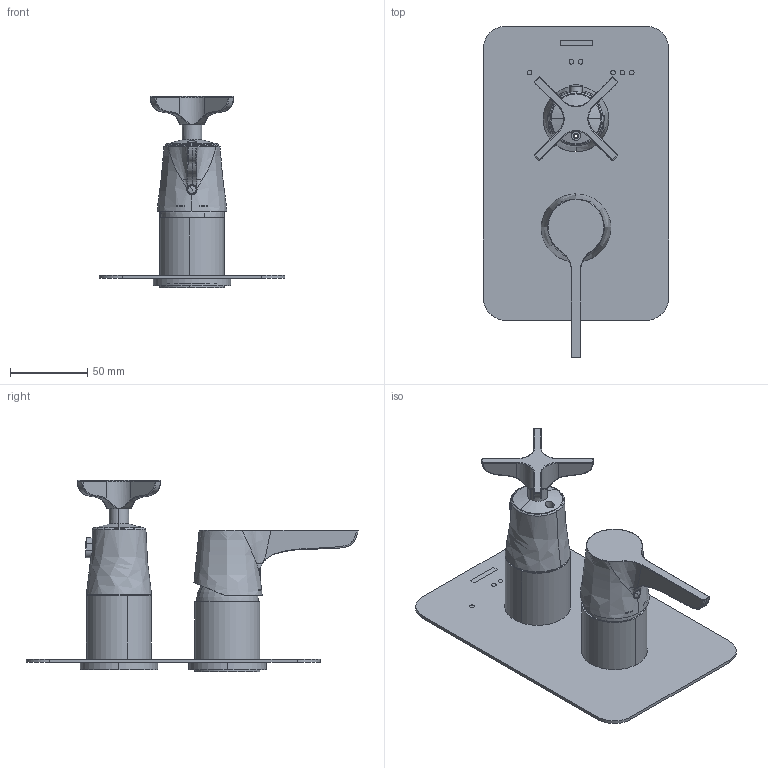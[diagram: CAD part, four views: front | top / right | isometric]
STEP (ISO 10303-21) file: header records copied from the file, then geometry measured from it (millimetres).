
FILE_DESCRIPTION (( 'STEP AP203' ), '1' );
FILE_NAME ('91DP08366.STEP', '2023-10-24T09:45:40', ( '' ), ( '' ), 'SwSTEP 2.0', 'SolidWorks 2021', '' );
FILE_SCHEMA (( 'CONFIG_CONTROL_DESIGN' ));
Length unit declared in the file: millimetre
Products named in the file (1): 91DP08366
Bounding box: 120 x 214.32 x 123.33 mm (x, y, z)
Volume: 110207.9 mm3; surface area: 114299.9 mm2
Topology: 12 solids, 12 shells, 593 faces, 1472 edges, 917 vertices
Faces by surface type: cylinder 208, plane 185, bspline 112, cone 45, torus 27, sphere 16
Entity records: 42250 total; most frequent: CARTESIAN_POINT 29126, ORIENTED_EDGE 2916, DIRECTION 2463, EDGE_CURVE 1458, AXIS2_PLACEMENT_3D 955, VERTEX_POINT 917, EDGE_LOOP 659, FACE_OUTER_BOUND 593
